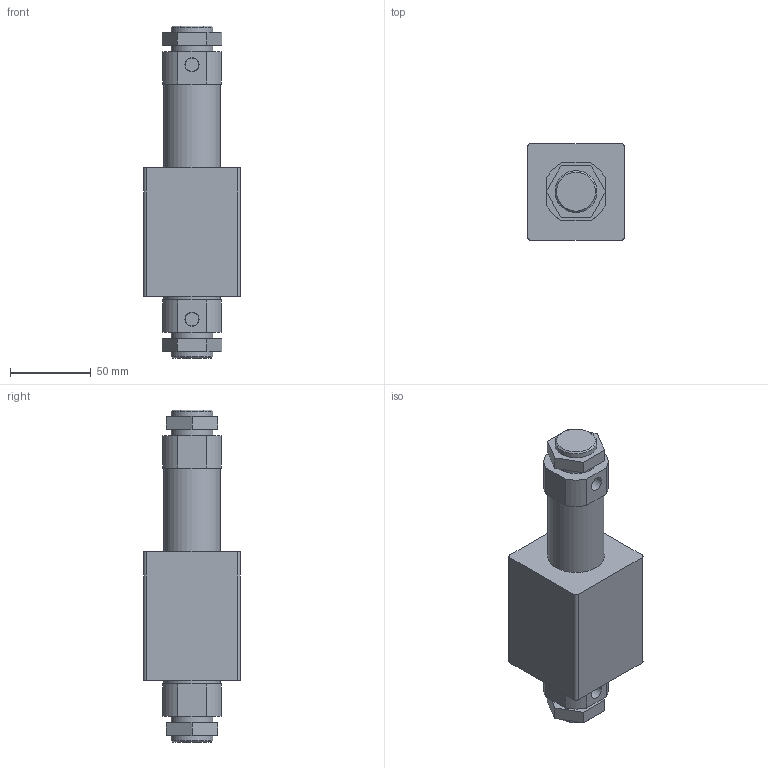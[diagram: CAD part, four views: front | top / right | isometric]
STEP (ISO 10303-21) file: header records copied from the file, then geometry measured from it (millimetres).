
FILE_DESCRIPTION( ( 'STEP AP203' ), '1' );
FILE_NAME( 'ESW32x50(0).stp', '2021-10-12T02:32:49', ( 'License CC BY-ND 4.0' ), ( 'CADENAS' ), ' ', 'PARTsolutions', ' ' );
FILE_SCHEMA( ( 'CONFIG_CONTROL_DESIGN' ) );
Length unit declared in the file: millimetre
Products named in the file (3): ESW32x50(0); _ESW32x50(0_dummy).boby; _ESW32x50(0_dummy).rod
Assembly tree (2 placements, depth 2):
  ESW32x50(0)
    _ESW32x50(0_dummy).boby
    _ESW32x50(0_dummy).rod
Bounding box: 60 x 60 x 206 mm (x, y, z)
Volume: 407145.5 mm3; surface area: 60794.9 mm2
Topology: 2 solids, 2 shells, 76 faces, 168 edges, 110 vertices
Faces by surface type: plane 42, cylinder 22, cone 12
Full cylindrical faces by diameter (mm): 4.917 x4, 26 x4, 35 x2
Entity records: 2068 total; most frequent: DIRECTION 358, CARTESIAN_POINT 327, ORIENTED_EDGE 284, EDGE_CURVE 142, AXIS2_PLACEMENT_3D 137, EDGE_LOOP 114, VERTEX_POINT 106, FACE_OUTER_BOUND 86
